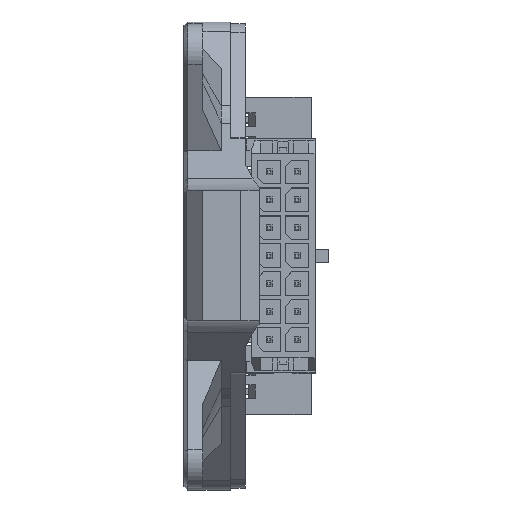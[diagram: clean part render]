
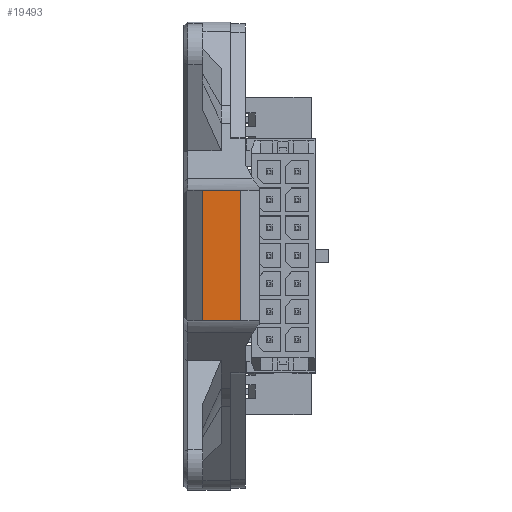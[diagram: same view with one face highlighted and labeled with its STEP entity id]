
A CAD part, top view. The second image highlights one B-rep face of the part: STEP entity #19493.
In plain terms, the highlighted face is planar.
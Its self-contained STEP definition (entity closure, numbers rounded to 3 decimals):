
#1592=FACE_OUTER_BOUND('',#2754,.T.);
#2754=EDGE_LOOP('',(#17298,#17299,#17300,#17301));
#5103=LINE('',#31002,#7544);
#5107=LINE('',#31012,#7548);
#5113=LINE('',#31024,#7554);
#5115=LINE('',#31027,#7556);
#7544=VECTOR('',#25538,10.);
#7548=VECTOR('',#25548,10.);
#7554=VECTOR('',#25556,10.);
#7556=VECTOR('',#25560,10.);
#9270=VERTEX_POINT('',#30995);
#9273=VERTEX_POINT('',#31000);
#9276=VERTEX_POINT('',#31011);
#9281=VERTEX_POINT('',#31023);
#11871=EDGE_CURVE('',#9273,#9270,#5103,.T.);
#11876=EDGE_CURVE('',#9270,#9276,#5107,.T.);
#11882=EDGE_CURVE('',#9276,#9281,#5113,.T.);
#11884=EDGE_CURVE('',#9273,#9281,#5115,.T.);
#17298=ORIENTED_EDGE('',*,*,#11871,.F.);
#17299=ORIENTED_EDGE('',*,*,#11884,.T.);
#17300=ORIENTED_EDGE('',*,*,#11882,.F.);
#17301=ORIENTED_EDGE('',*,*,#11876,.F.);
#18230=PLANE('',#20821);
#19493=ADVANCED_FACE('',(#1592),#18230,.T.);
#20821=AXIS2_PLACEMENT_3D('',#31244,#25814,#25815);
#25538=DIRECTION('',(-1.,0.,0.));
#25548=DIRECTION('',(0.,0.,-1.));
#25556=DIRECTION('',(1.,0.,0.));
#25560=DIRECTION('',(0.,0.,-1.));
#25814=DIRECTION('center_axis',(0.,1.,0.));
#25815=DIRECTION('ref_axis',(1.,0.,0.));
#30995=CARTESIAN_POINT('',(-7.,31.2,1.1));
#31000=CARTESIAN_POINT('',(7.,31.2,1.1));
#31002=CARTESIAN_POINT('',(-3.5,31.2,1.1));
#31011=CARTESIAN_POINT('',(-7.,31.2,-3.));
#31012=CARTESIAN_POINT('',(-7.,31.2,0.));
#31023=CARTESIAN_POINT('',(7.,31.2,-3.));
#31024=CARTESIAN_POINT('',(-3.5,31.2,-3.));
#31027=CARTESIAN_POINT('',(7.,31.2,0.));
#31244=CARTESIAN_POINT('Origin',(-7.,31.2,0.));
